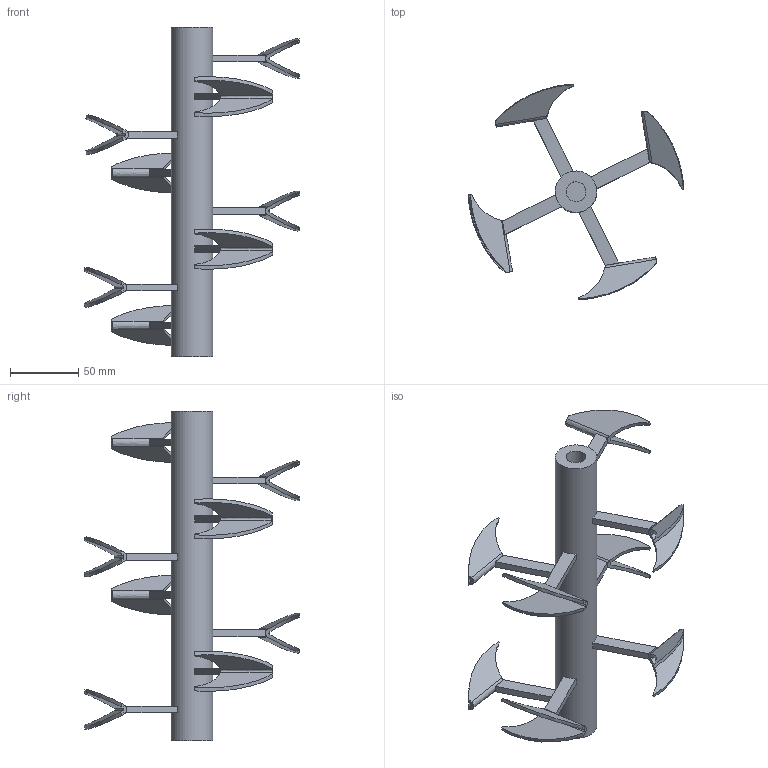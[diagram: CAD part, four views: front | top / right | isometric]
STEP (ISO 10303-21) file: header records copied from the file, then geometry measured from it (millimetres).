
FILE_DESCRIPTION(('FreeCAD Model'),'2;1');
FILE_NAME('Open CASCADE Shape Model','2025-04-28T07:35:41',('FreeCAD'),( 'FreeCAD'),'Open CASCADE STEP processor 7.6','FreeCAD','Unknown');
FILE_SCHEMA(('AUTOMOTIVE_DESIGN { 1 0 10303 214 1 1 1 1 }'));
Length unit declared in the file: millimetre
Products named in the file (1): Open CASCADE STEP translator 7.6 1
Bounding box: 157.81 x 157.81 x 241.45 mm (x, y, z)
Volume: 217060.1 mm3; surface area: 68474.6 mm2
Topology: 17 solids, 17 shells, 165 faces, 360 edges, 230 vertices
Faces by surface type: bspline 165
Entity records: 4768 total; most frequent: CARTESIAN_POINT 2559, ORIENTED_EDGE 716, EDGE_CURVE 358, B_SPLINE_CURVE_WITH_KNOTS 242, VERTEX_POINT 228, FACE_BOUND 166, EDGE_LOOP 166, ADVANCED_FACE 165
